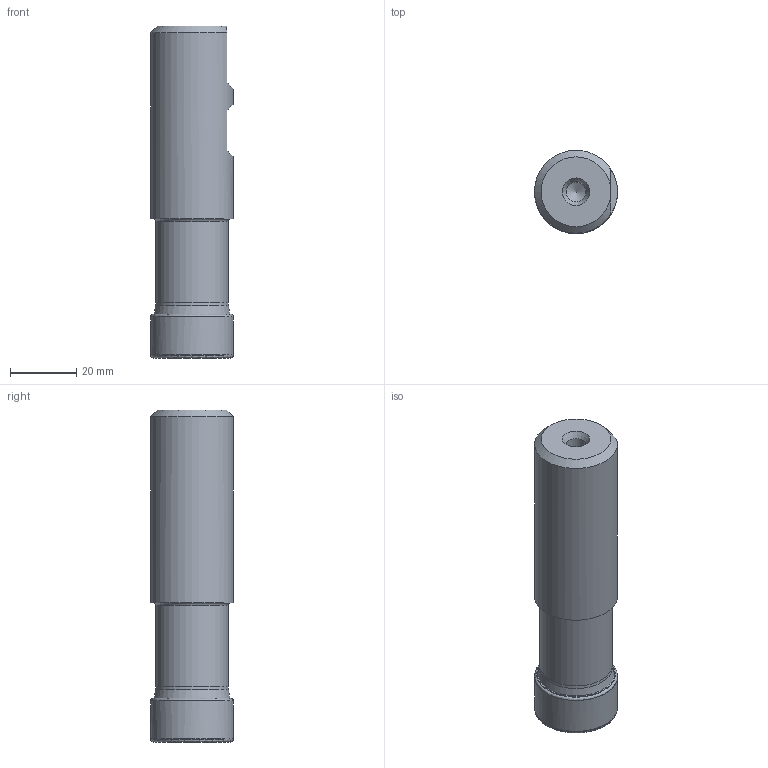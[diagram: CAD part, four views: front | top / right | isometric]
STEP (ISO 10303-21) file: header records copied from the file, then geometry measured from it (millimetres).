
FILE_DESCRIPTION(/* description */ (''),/* implementation_level */ '2;1');
FILE_NAME(/* name */ 'ax_step_export_TOP_PART.stp',/* time_stamp */ '2021-07-14T12:53:08+02:00',/* author */ (''),/* organization */ (''),/* preprocessor_version */ 'ST-DEVELOPER v16.7',/* originating_system */ 'SIEMENS PLM Software NX 12.0',/* authorisation */ '');
FILE_SCHEMA (('AUTOMOTIVE_DESIGN { 1 0 10303 214 3 1 1 1 }'));
Length unit declared in the file: millimetre
Products named in the file (4): CUT; NOCUT; ASSEMBLY_CONSTRUCTION; TOP_PART
Assembly tree (3 placements, depth 2):
  TOP_PART
    ASSEMBLY_CONSTRUCTION
    NOCUT
    CUT
Bounding box: 25 x 25 x 100.01 mm (x, y, z)
Volume: 45141.5 mm3; surface area: 11935 mm2
Topology: 2 solids, 2 shells, 52 faces, 169 edges, 178 vertices
Faces by surface type: revolution 26, plane 9, cone 7, torus 5, cylinder 4, bspline 1
Full cylindrical faces by diameter (mm): 6 x1, 21.8 x1, 23.2 x1, 25 x1
Entity records: 2505 total; most frequent: CARTESIAN_POINT 1149, DIRECTION 199, ORIENTED_EDGE 116, EDGE_LOOP 97, FACE_BOUND 91, AXIS2_PLACEMENT_3D 81, B_SPLINE_CURVE_WITH_KNOTS 80, STYLED_ITEM 66
